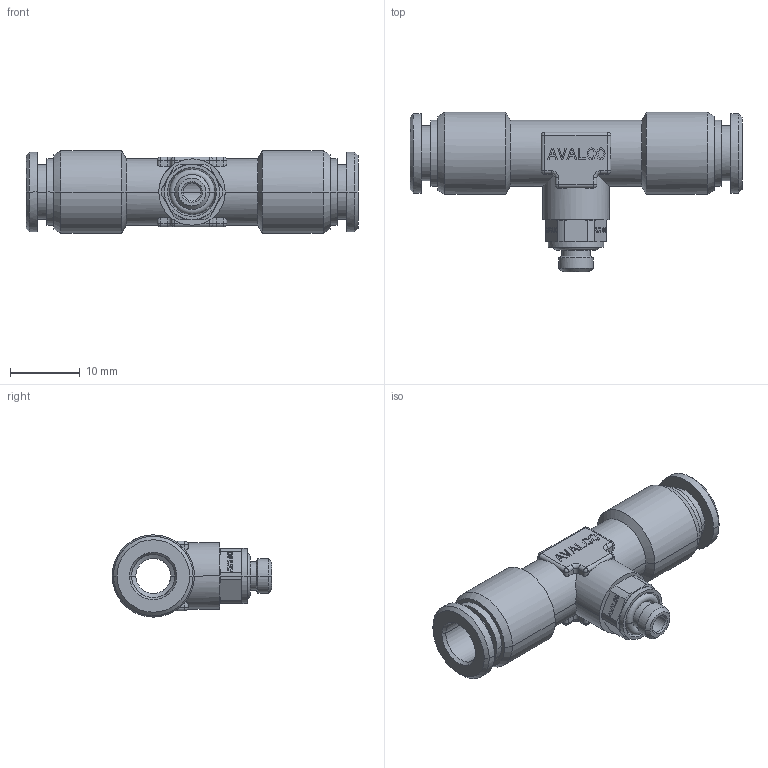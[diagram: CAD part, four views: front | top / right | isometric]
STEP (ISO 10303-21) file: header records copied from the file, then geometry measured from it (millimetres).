
FILE_DESCRIPTION(('CATIA V5 STEP Exchange'),'2;1');
FILE_NAME('PR417B-06M5H.stp','2018-04-14T14:32:17+00:00',('none'),('none'),'CATIA Version 5 Release 21 GA (IN-10)','CATIA V5 STEP AP203','none');
FILE_SCHEMA(('CONFIG_CONTROL_DESIGN'));
Length unit declared in the file: millimetre
Products named in the file (1): PR417B-06M5H
Bounding box: 47.6 x 22.9 x 11.8 mm (x, y, z)
Volume: 3473 mm3; surface area: 3419.2 mm2
Topology: 2 solids, 2 shells, 746 faces, 1963 edges, 1274 vertices
Faces by surface type: plane 604, cylinder 78, cone 42, sphere 12, torus 10
Entity records: 22641 total; most frequent: CARTESIAN_POINT 4832, ORIENTED_EDGE 3926, DIRECTION 3138, EDGE_CURVE 1963, VECTOR 1709, LINE 1709, VERTEX_POINT 1274, EDGE_LOOP 805
